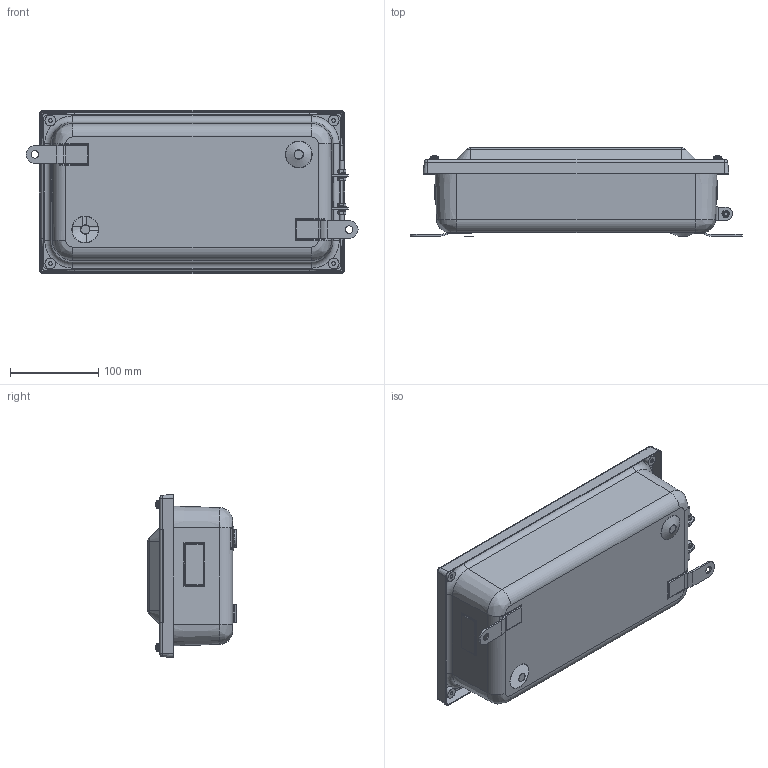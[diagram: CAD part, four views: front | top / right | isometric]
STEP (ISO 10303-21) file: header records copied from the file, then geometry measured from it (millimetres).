
FILE_DESCRIPTION(/* description */ (''),/* implementation_level */ '2;1');
FILE_NAME(/* name */ '',/* time_stamp */ '2025-02-27T16:11:02+07:00',/* author */ ('zeta-72'),/* organization */ (''),/* preprocessor_version */ 'ST-DEVELOPER v19.2',/* originating_system */ 'Autodesk Inventor 2024',/* authorisation */ '');
FILE_SCHEMA (('AUTOMOTIVE_DESIGN { 1 0 10303 214 3 1 1 }'));
Length unit declared in the file: millimetre
Products named in the file (1): ЗЭТА.030.377.000 СБ Коробка 
клеммная КС-20 IP65 без 
отверстий для степа_
Упростить_1
Bounding box: 376 x 100 x 185 mm (x, y, z)
Volume: 4338368 mm3; surface area: 245934.9 mm2
Topology: 1 solids, 1 shells, 544 faces, 1336 edges, 826 vertices
Faces by surface type: plane 204, cylinder 154, cone 90, torus 60, bspline 28, sphere 8
Full cylindrical faces by diameter (mm): 4.134 x4, 4.567 x6, 5 x8, 5.3 x6, 5.5 x2, 6 x4, 6.7 x2, 8.5 x2, 10 x6, 12 x4
Entity records: 17789 total; most frequent: CARTESIAN_POINT 4408, DIRECTION 2752, ORIENTED_EDGE 2648, EDGE_CURVE 1324, AXIS2_PLACEMENT_3D 1106, VERTEX_POINT 826, EDGE_LOOP 612, CIRCLE 549
